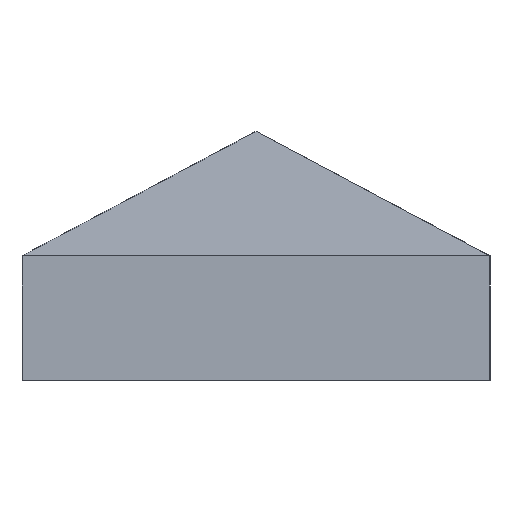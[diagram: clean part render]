
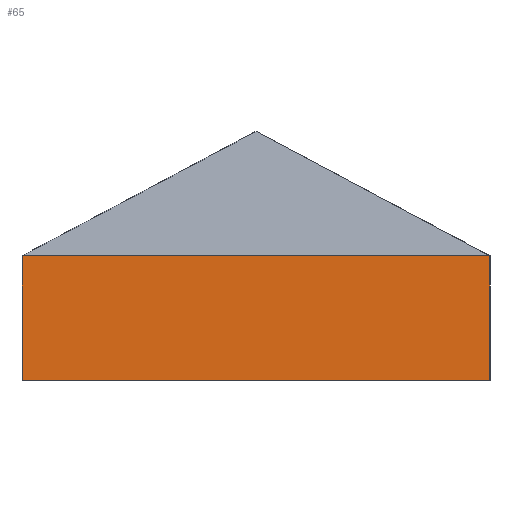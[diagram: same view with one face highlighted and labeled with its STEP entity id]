
A CAD part, left-side view. The second image highlights one B-rep face of the part: STEP entity #65.
In plain terms, the highlighted planar face has unit normal (-1, 0, 0).
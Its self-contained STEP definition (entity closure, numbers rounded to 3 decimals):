
#48=FACE_OUTER_BOUND('',#102,.T.);
#65=ADVANCED_FACE('',(#48),#82,.T.);
#82=PLANE('',#325);
#102=EDGE_LOOP('',(#139,#140,#141,#142));
#139=ORIENTED_EDGE('',*,*,#219,.T.);
#140=ORIENTED_EDGE('',*,*,#214,.F.);
#141=ORIENTED_EDGE('',*,*,#220,.F.);
#142=ORIENTED_EDGE('',*,*,#203,.T.);
#183=VERTEX_POINT('',#415);
#184=VERTEX_POINT('',#417);
#191=VERTEX_POINT('',#432);
#193=VERTEX_POINT('',#438);
#203=EDGE_CURVE('',#184,#183,#237,.T.);
#214=EDGE_CURVE('',#193,#191,#248,.T.);
#219=EDGE_CURVE('',#183,#191,#253,.T.);
#220=EDGE_CURVE('',#184,#193,#254,.T.);
#237=LINE('',#416,#271);
#248=LINE('',#439,#282);
#253=LINE('',#448,#287);
#254=LINE('',#450,#288);
#271=VECTOR('',#342,1.);
#282=VECTOR('',#357,1.);
#287=VECTOR('',#368,1.);
#288=VECTOR('',#371,1.);
#325=AXIS2_PLACEMENT_3D('',#451,#372,#373);
#342=DIRECTION('',(0.,-1.,0.));
#357=DIRECTION('',(0.,-1.,0.));
#368=DIRECTION('',(0.,0.,1.));
#371=DIRECTION('',(0.,0.,1.));
#372=DIRECTION('',(-1.,0.,0.));
#373=DIRECTION('',(0.,0.,1.));
#415=CARTESIAN_POINT('',(0.,0.,0.));
#416=CARTESIAN_POINT('',(0.,15.,0.));
#417=CARTESIAN_POINT('',(0.,30.,0.));
#432=CARTESIAN_POINT('',(0.,0.,8.));
#438=CARTESIAN_POINT('',(0.,30.,8.));
#439=CARTESIAN_POINT('',(0.,15.,8.));
#448=CARTESIAN_POINT('',(0.,0.,0.));
#450=CARTESIAN_POINT('',(0.,30.,0.));
#451=CARTESIAN_POINT('',(0.,15.,0.));
